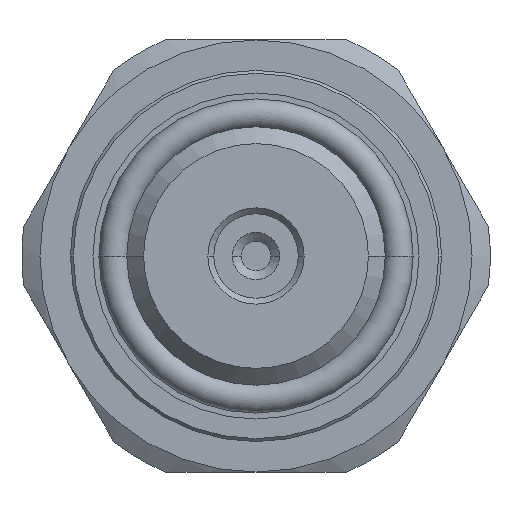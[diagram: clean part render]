
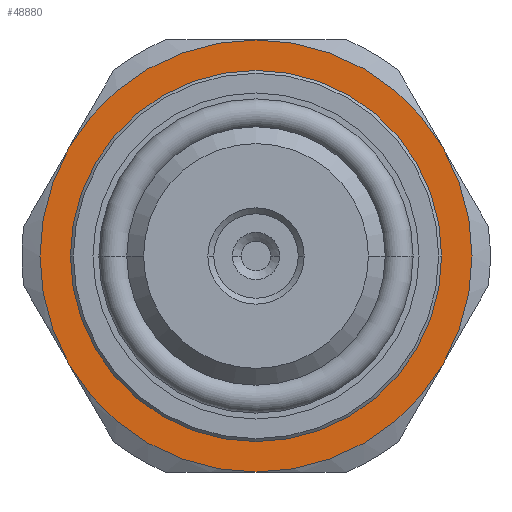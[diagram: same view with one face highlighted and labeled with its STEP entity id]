
A CAD part, front view. The second image highlights one B-rep face of the part: STEP entity #48880.
In plain terms, the highlighted planar face has unit normal (0, -1, 0).
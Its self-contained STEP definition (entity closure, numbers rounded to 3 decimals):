
#43270=CARTESIAN_POINT('',(-9.45,0.,0.));
#43280=VERTEX_POINT('',#43270);
#43460=CARTESIAN_POINT('',(9.45,0.,
0.));
#43470=VERTEX_POINT('',#43460);
#43500=CARTESIAN_POINT('',(0.,0.,0.
));
#43510=DIRECTION('',(0.,-1.,0.));
#43520=DIRECTION('',(-1.,0.,0.));
#43530=AXIS2_PLACEMENT_3D('',#43500,#43510,#43520);
#43540=CIRCLE('',#43530,9.45);
#43550=EDGE_CURVE('',#43280,#43470,#43540,.T.);
#48220=CARTESIAN_POINT('',(-10.463,0.,0.));
#48230=DIRECTION('',(0.,1.,0.));
#48240=DIRECTION('',(1.,0.,0.));
#48250=AXIS2_PLACEMENT_3D('',#48220,#48230,#48240);
#48260=PLANE('',#48250);
#48270=EDGE_CURVE('',#43470,#43280,#43540,.T.);
#48280=ORIENTED_EDGE('',*,*,#48270,.F.);
#48290=ORIENTED_EDGE('',*,*,#43550,.F.);
#48300=EDGE_LOOP('',(#48290,#48280));
#48310=FACE_BOUND('',#48300,.T.);
#48320=CARTESIAN_POINT('',(0.,0.,0.
));
#48330=DIRECTION('',(0.,1.,0.));
#48340=DIRECTION('',(1.,0.,0.));
#48350=AXIS2_PLACEMENT_3D('',#48320,#48330,#48340);
#48360=CIRCLE('',#48350,11.);
#48370=CARTESIAN_POINT('',(-9.526,0.,
5.5));
#48380=VERTEX_POINT('',#48370);
#48390=CARTESIAN_POINT('',(0.,0.,
11.));
#48400=VERTEX_POINT('',#48390);
#48410=EDGE_CURVE('',#48380,#48400,#48360,.T.);
#48420=ORIENTED_EDGE('',*,*,#48410,.F.);
#48430=CARTESIAN_POINT('',(0.,0.,0.
));
#48440=DIRECTION('',(0.,1.,0.));
#48450=DIRECTION('',(1.,0.,0.));
#48460=AXIS2_PLACEMENT_3D('',#48430,#48440,#48450);
#48470=CIRCLE('',#48460,11.);
#48480=CARTESIAN_POINT('',(9.526,0.,
5.5));
#48490=VERTEX_POINT('',#48480);
#48500=EDGE_CURVE('',#48400,#48490,#48470,.T.);
#48510=ORIENTED_EDGE('',*,*,#48500,.F.);
#48520=CARTESIAN_POINT('',(0.,0.,0.
));
#48530=DIRECTION('',(0.,1.,0.));
#48540=DIRECTION('',(1.,0.,0.));
#48550=AXIS2_PLACEMENT_3D('',#48520,#48530,#48540);
#48560=CIRCLE('',#48550,11.);
#48570=CARTESIAN_POINT('',(9.526,0.,
-5.5));
#48580=VERTEX_POINT('',#48570);
#48590=EDGE_CURVE('',#48490,#48580,#48560,.T.);
#48600=ORIENTED_EDGE('',*,*,#48590,.F.);
#48610=CARTESIAN_POINT('',(0.,0.,0.
));
#48620=DIRECTION('',(0.,1.,0.));
#48630=DIRECTION('',(1.,0.,0.));
#48640=AXIS2_PLACEMENT_3D('',#48610,#48620,#48630);
#48650=CIRCLE('',#48640,11.);
#48660=CARTESIAN_POINT('',(0.,0.,
-11.));
#48670=VERTEX_POINT('',#48660);
#48680=EDGE_CURVE('',#48580,#48670,#48650,.T.);
#48690=ORIENTED_EDGE('',*,*,#48680,.F.);
#48700=CARTESIAN_POINT('',(0.,0.,0.
));
#48710=DIRECTION('',(0.,1.,0.));
#48720=DIRECTION('',(1.,0.,0.));
#48730=AXIS2_PLACEMENT_3D('',#48700,#48710,#48720);
#48740=CIRCLE('',#48730,11.);
#48750=CARTESIAN_POINT('',(-9.526,0.,
-5.5));
#48760=VERTEX_POINT('',#48750);
#48770=EDGE_CURVE('',#48670,#48760,#48740,.T.);
#48780=ORIENTED_EDGE('',*,*,#48770,.F.);
#48790=CARTESIAN_POINT('',(0.,0.,0.
));
#48800=DIRECTION('',(0.,1.,0.));
#48810=DIRECTION('',(1.,0.,0.));
#48820=AXIS2_PLACEMENT_3D('',#48790,#48800,#48810);
#48830=CIRCLE('',#48820,11.);
#48840=EDGE_CURVE('',#48760,#48380,#48830,.T.);
#48850=ORIENTED_EDGE('',*,*,#48840,.F.);
#48860=EDGE_LOOP('',(#48850,#48780,#48690,#48600,#48510,#48420));
#48870=FACE_OUTER_BOUND('',#48860,.T.);
#48880=ADVANCED_FACE('',(#48310,#48870),#48260,.F.);
